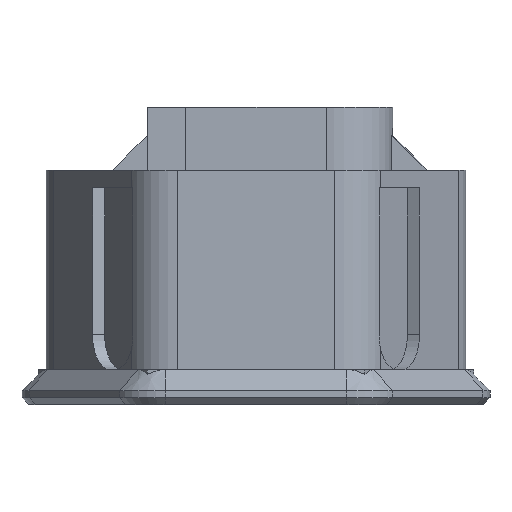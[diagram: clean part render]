
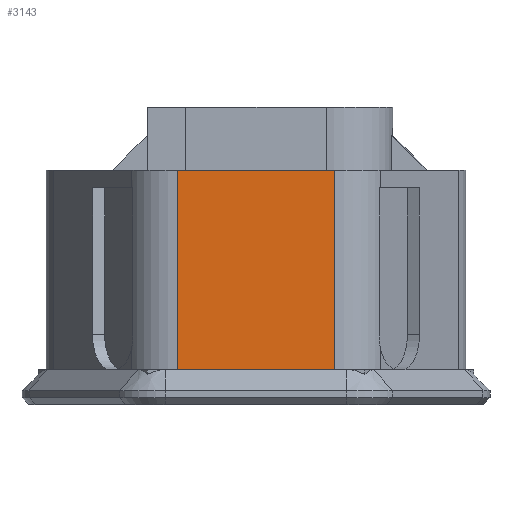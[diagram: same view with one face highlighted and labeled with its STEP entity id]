
A CAD part, left-side view. The second image highlights one B-rep face of the part: STEP entity #3143.
In plain terms, the highlighted planar face has unit normal (-1, 0, 0).
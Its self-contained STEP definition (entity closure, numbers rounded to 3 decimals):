
#68=LINE('',#4383,#427);
#291=LINE('',#4913,#650);
#292=LINE('',#4915,#651);
#293=LINE('',#4916,#652);
#427=VECTOR('',#3510,10.);
#650=VECTOR('',#4007,10.);
#651=VECTOR('',#4008,10.);
#652=VECTOR('',#4009,10.);
#859=PLANE('',#3383);
#1012=FACE_OUTER_BOUND('',#1196,.T.);
#1196=EDGE_LOOP('',(#2632,#2633,#2634,#2635));
#1378=VERTEX_POINT('',#4380);
#1379=VERTEX_POINT('',#4382);
#1549=VERTEX_POINT('',#4912);
#1550=VERTEX_POINT('',#4914);
#1662=EDGE_CURVE('',#1378,#1379,#68,.T.);
#1926=EDGE_CURVE('',#1378,#1549,#291,.T.);
#1927=EDGE_CURVE('',#1549,#1550,#292,.T.);
#1928=EDGE_CURVE('',#1550,#1379,#293,.T.);
#2632=ORIENTED_EDGE('',*,*,#1926,.T.);
#2633=ORIENTED_EDGE('',*,*,#1927,.T.);
#2634=ORIENTED_EDGE('',*,*,#1928,.T.);
#2635=ORIENTED_EDGE('',*,*,#1662,.F.);
#3143=ADVANCED_FACE('',(#1012),#859,.F.);
#3383=AXIS2_PLACEMENT_3D('',#4911,#4005,#4006);
#3510=DIRECTION('',(0.,-1.,0.));
#4005=DIRECTION('center_axis',(1.,0.,0.));
#4006=DIRECTION('ref_axis',(0.,-1.,0.));
#4007=DIRECTION('',(0.,0.,-1.));
#4008=DIRECTION('',(0.,-1.,0.));
#4009=DIRECTION('',(0.,0.,1.));
#4380=CARTESIAN_POINT('',(-10.8,4.503,13.4));
#4382=CARTESIAN_POINT('',(-10.8,-4.503,13.4));
#4383=CARTESIAN_POINT('',(-10.8,3.118,13.4));
#4911=CARTESIAN_POINT('Origin',(-10.8,6.235,13.4));
#4912=CARTESIAN_POINT('',(-10.8,4.503,2.));
#4913=CARTESIAN_POINT('',(-10.8,4.503,13.4));
#4914=CARTESIAN_POINT('',(-10.8,-4.503,2.));
#4915=CARTESIAN_POINT('',(-10.8,6.235,2.));
#4916=CARTESIAN_POINT('',(-10.8,-4.503,13.4));
